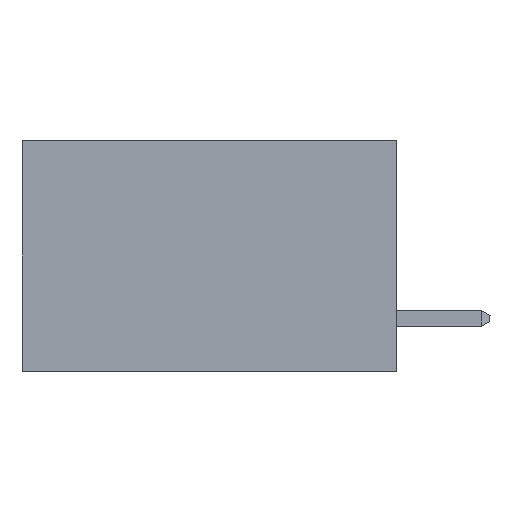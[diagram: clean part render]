
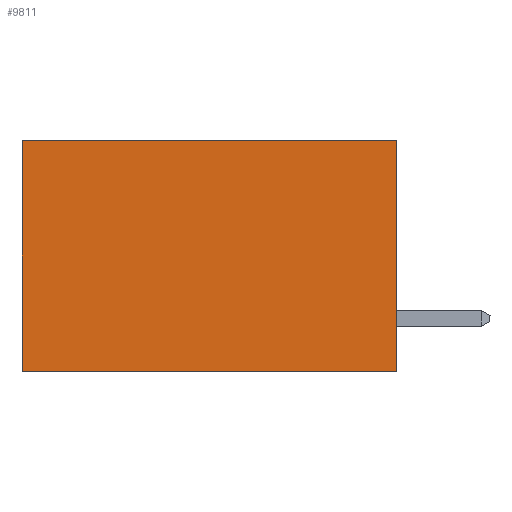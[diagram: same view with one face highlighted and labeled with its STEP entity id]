
A CAD part, left-side view. The second image highlights one B-rep face of the part: STEP entity #9811.
In plain terms, the highlighted planar face has unit normal (-1, 0, 0).
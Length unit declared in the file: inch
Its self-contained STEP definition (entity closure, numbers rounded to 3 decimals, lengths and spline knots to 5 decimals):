
#156 = CARTESIAN_POINT ( 'NONE',  ( 0.298, 0., 0. ) ) ;
#738 = VECTOR ( 'NONE', #2025, 39.37008 ) ;
#1569 = PLANE ( 'NONE',  #5901 ) ;
#1667 = EDGE_CURVE ( 'NONE', #2730, #9395, #6932, .T. ) ;
#1884 = CARTESIAN_POINT ( 'NONE',  ( 0.298, 0.6, 0. ) ) ;
#1960 = EDGE_CURVE ( 'NONE', #8835, #2752, #5778, .T. ) ;
#2025 = DIRECTION ( 'NONE',  ( 0., 0., -1. ) ) ;
#2081 = CARTESIAN_POINT ( 'NONE',  ( 0.298, 0., 0. ) ) ;
#2644 = CARTESIAN_POINT ( 'NONE',  ( 0.298, 0.6, 0. ) ) ;
#2668 = EDGE_CURVE ( 'NONE', #8835, #2730, #7157, .T. ) ;
#2730 = VERTEX_POINT ( 'NONE', #4912 ) ;
#2752 = VERTEX_POINT ( 'NONE', #2644 ) ;
#3689 = CARTESIAN_POINT ( 'NONE',  ( 0.298, 0., 0. ) ) ;
#4011 = CARTESIAN_POINT ( 'NONE',  ( 0.298, 0., -0.37 ) ) ;
#4574 = VECTOR ( 'NONE', #5563, 39.37008 ) ;
#4773 = CARTESIAN_POINT ( 'NONE',  ( 0.298, 0., 0. ) ) ;
#4912 = CARTESIAN_POINT ( 'NONE',  ( 0.298, 0., -0.37 ) ) ;
#5244 = EDGE_CURVE ( 'NONE', #2752, #9395, #6222, .T. ) ;
#5456 = DIRECTION ( 'NONE',  ( 0., 0., -1. ) ) ;
#5563 = DIRECTION ( 'NONE',  ( 0., 1., 0. ) ) ;
#5778 = LINE ( 'NONE', #156, #7514 ) ;
#5901 = AXIS2_PLACEMENT_3D ( 'NONE', #4773, #7424, #5456 ) ;
#6222 = LINE ( 'NONE', #1884, #738 ) ;
#6433 = DIRECTION ( 'NONE',  ( 0., 1., 0. ) ) ;
#6600 = FACE_OUTER_BOUND ( 'NONE', #7903, .T. ) ;
#6903 = ORIENTED_EDGE ( 'NONE', *, *, #2668, .F. ) ;
#6932 = LINE ( 'NONE', #4011, #4574 ) ;
#7157 = LINE ( 'NONE', #2081, #7499 ) ;
#7424 = DIRECTION ( 'NONE',  ( 1., 0., 0. ) ) ;
#7499 = VECTOR ( 'NONE', #9456, 39.37008 ) ;
#7514 = VECTOR ( 'NONE', #6433, 39.37008 ) ;
#7805 = ORIENTED_EDGE ( 'NONE', *, *, #1960, .T. ) ;
#7903 = EDGE_LOOP ( 'NONE', ( #8549, #9041, #6903, #7805 ) ) ;
#8172 = CARTESIAN_POINT ( 'NONE',  ( 0.298, 0.6, -0.37 ) ) ;
#8549 = ORIENTED_EDGE ( 'NONE', *, *, #5244, .T. ) ;
#8835 = VERTEX_POINT ( 'NONE', #3689 ) ;
#9041 = ORIENTED_EDGE ( 'NONE', *, *, #1667, .F. ) ;
#9395 = VERTEX_POINT ( 'NONE', #8172 ) ;
#9456 = DIRECTION ( 'NONE',  ( 0., 0., -1. ) ) ;
#9811 = ADVANCED_FACE ( 'NONE', ( #6600 ), #1569, .F. ) ;
